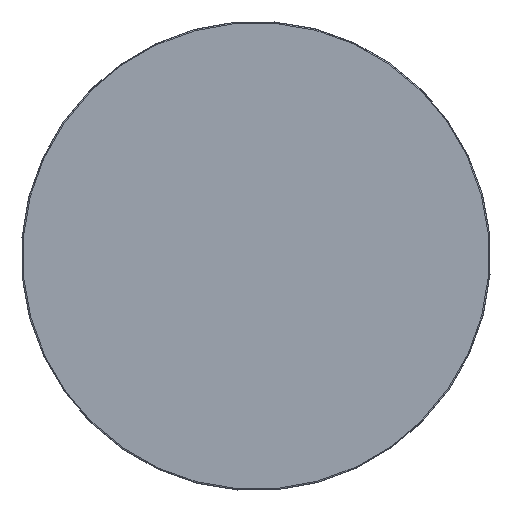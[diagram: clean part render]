
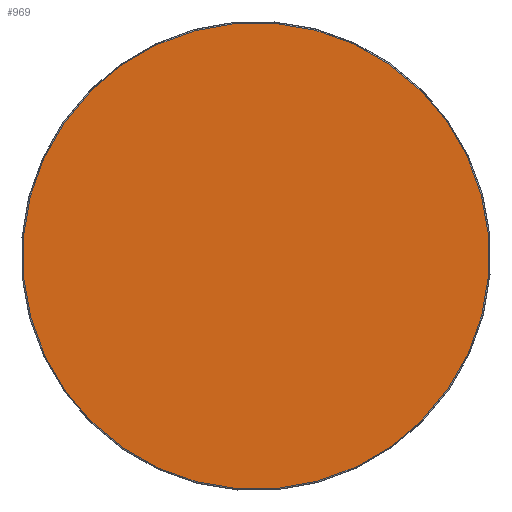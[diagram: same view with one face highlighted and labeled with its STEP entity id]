
A CAD part, front view. The second image highlights one B-rep face of the part: STEP entity #969.
In plain terms, the highlighted planar face has unit normal (0, -1, 0).
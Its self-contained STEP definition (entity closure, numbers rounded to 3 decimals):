
#235=FACE_OUTER_BOUND('',#291,.T.);
#291=EDGE_LOOP('',(#718,#719));
#367=CIRCLE('',#1076,25.856);
#368=CIRCLE('',#1077,25.856);
#440=VERTEX_POINT('',#1546);
#441=VERTEX_POINT('',#1547);
#542=EDGE_CURVE('',#440,#441,#367,.T.);
#543=EDGE_CURVE('',#441,#440,#368,.T.);
#718=ORIENTED_EDGE('',*,*,#542,.T.);
#719=ORIENTED_EDGE('',*,*,#543,.T.);
#942=PLANE('',#1079);
#969=ADVANCED_FACE('',(#235),#942,.T.);
#1076=AXIS2_PLACEMENT_3D('',#1548,#1253,#1254);
#1077=AXIS2_PLACEMENT_3D('',#1549,#1255,#1256);
#1079=AXIS2_PLACEMENT_3D('',#1551,#1259,#1260);
#1253=DIRECTION('center_axis',(0.,-1.,0.));
#1254=DIRECTION('ref_axis',(0.904,0.,0.428));
#1255=DIRECTION('center_axis',(0.,-1.,0.));
#1256=DIRECTION('ref_axis',(0.904,0.,0.428));
#1259=DIRECTION('center_axis',(0.,-1.,0.));
#1260=DIRECTION('ref_axis',(0.428,0.,-0.904));
#1546=CARTESIAN_POINT('',(23.363,0.,11.079));
#1547=CARTESIAN_POINT('',(-11.079,0.,23.363));
#1548=CARTESIAN_POINT('Origin',(0.,0.,0.));
#1549=CARTESIAN_POINT('Origin',(0.,0.,0.));
#1551=CARTESIAN_POINT('Origin',(11.681,0.,5.539));
